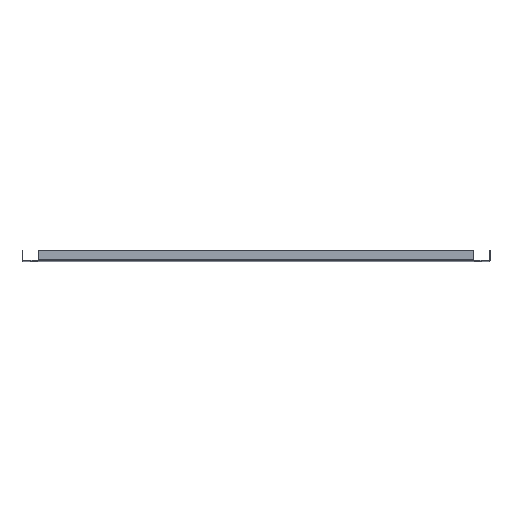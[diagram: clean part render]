
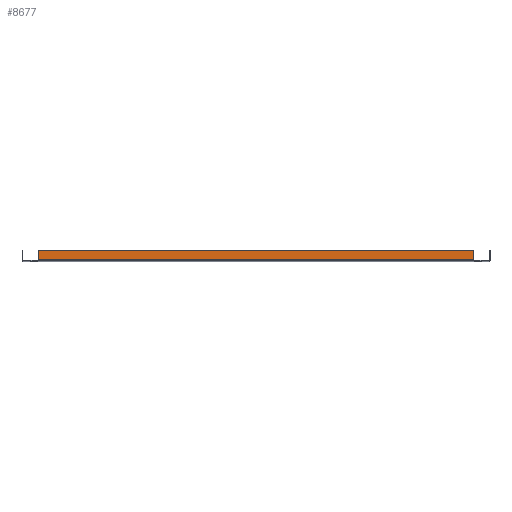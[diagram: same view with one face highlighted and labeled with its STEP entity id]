
A CAD part, top view. The second image highlights one B-rep face of the part: STEP entity #8677.
In plain terms, the highlighted planar face has unit normal (0, 0, 1).
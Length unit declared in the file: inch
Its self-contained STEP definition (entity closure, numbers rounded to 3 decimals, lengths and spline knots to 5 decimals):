
#206 = DIRECTION ( 'NONE',  ( -1., 0., 0. ) ) ;
#432 = FACE_OUTER_BOUND ( 'NONE', #3613, .T. ) ;
#982 = ORIENTED_EDGE ( 'NONE', *, *, #6445, .F. ) ;
#1381 = VERTEX_POINT ( 'NONE', #3431 ) ;
#2039 = VERTEX_POINT ( 'NONE', #4039 ) ;
#2229 = CARTESIAN_POINT ( 'NONE',  ( 16.5, 0.75, 16.5 ) ) ;
#2700 = VERTEX_POINT ( 'NONE', #6108 ) ;
#2909 = DIRECTION ( 'NONE',  ( 0., 0., 1. ) ) ;
#3008 = LINE ( 'NONE', #2229, #6308 ) ;
#3431 = CARTESIAN_POINT ( 'NONE',  ( -15.342, 0.75, 16.5 ) ) ;
#3613 = EDGE_LOOP ( 'NONE', ( #7053, #10426, #982, #9513 ) ) ;
#3904 = LINE ( 'NONE', #9303, #5544 ) ;
#4039 = CARTESIAN_POINT ( 'NONE',  ( -15.342, 0.086, 16.5 ) ) ;
#4919 = VECTOR ( 'NONE', #9063, 39.37008 ) ;
#5273 = DIRECTION ( 'NONE',  ( 0., -1., 0. ) ) ;
#5544 = VECTOR ( 'NONE', #10103, 39.37008 ) ;
#6108 = CARTESIAN_POINT ( 'NONE',  ( 15.342, 0.75, 16.5 ) ) ;
#6246 = VERTEX_POINT ( 'NONE', #8177 ) ;
#6308 = VECTOR ( 'NONE', #9432, 39.37008 ) ;
#6445 = EDGE_CURVE ( 'NONE', #2700, #6246, #3904, .T. ) ;
#6589 = EDGE_CURVE ( 'NONE', #2700, #1381, #3008, .T. ) ;
#6675 = CARTESIAN_POINT ( 'NONE',  ( -15.342, 0., 16.5 ) ) ;
#7053 = ORIENTED_EDGE ( 'NONE', *, *, #8543, .F. ) ;
#8065 = VECTOR ( 'NONE', #206, 39.37008 ) ;
#8094 = LINE ( 'NONE', #6675, #4919 ) ;
#8177 = CARTESIAN_POINT ( 'NONE',  ( 15.342, 0.086, 16.5 ) ) ;
#8192 = LINE ( 'NONE', #8331, #8065 ) ;
#8331 = CARTESIAN_POINT ( 'NONE',  ( 15.342, 0.086, 16.5 ) ) ;
#8543 = EDGE_CURVE ( 'NONE', #2039, #1381, #8094, .T. ) ;
#8560 = EDGE_CURVE ( 'NONE', #6246, #2039, #8192, .T. ) ;
#8677 = ADVANCED_FACE ( 'NONE', ( #432 ), #10113, .T. ) ;
#9063 = DIRECTION ( 'NONE',  ( 0., 1., 0. ) ) ;
#9303 = CARTESIAN_POINT ( 'NONE',  ( 15.342, 0., 16.5 ) ) ;
#9334 = CARTESIAN_POINT ( 'NONE',  ( -16.41392, 0.047, 16.5 ) ) ;
#9432 = DIRECTION ( 'NONE',  ( -1., 0., 0. ) ) ;
#9513 = ORIENTED_EDGE ( 'NONE', *, *, #6589, .T. ) ;
#10075 = AXIS2_PLACEMENT_3D ( 'NONE', #9334, #2909, #5273 ) ;
#10103 = DIRECTION ( 'NONE',  ( 0., -1., 0. ) ) ;
#10113 = PLANE ( 'NONE',  #10075 ) ;
#10426 = ORIENTED_EDGE ( 'NONE', *, *, #8560, .F. ) ;
